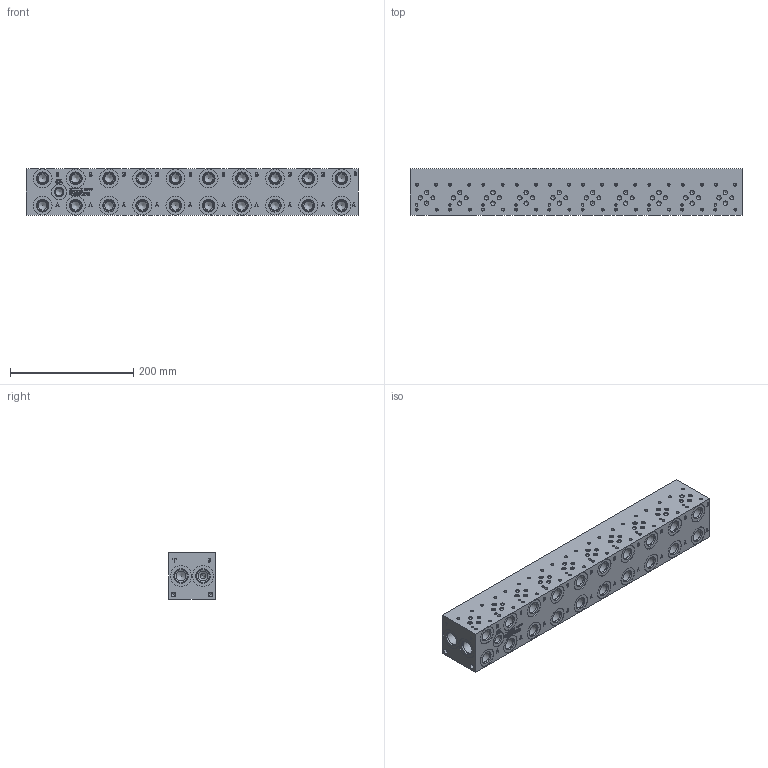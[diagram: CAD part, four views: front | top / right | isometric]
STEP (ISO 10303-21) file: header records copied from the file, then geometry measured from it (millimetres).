
FILE_DESCRIPTION(/* description */ (''),/* implementation_level */ '2;1');
FILE_NAME(/* name */ '_D03P102S.stp',/* time_stamp */ '2020-04-16T10:07:37-04:00',/* author */ ('alexanderw'),/* organization */ (''),/* preprocessor_version */ 'ST-DEVELOPER v17',/* originating_system */ 'Autodesk Inventor 2019',/* authorisation */ '');
FILE_SCHEMA (('AUTOMOTIVE_DESIGN { 1 0 10303 214 3 1 1 }'));
Length unit declared in the file: millimetre
Products named in the file (1): Part_DD03P102S_3D
Bounding box: 539.75 x 76.2 x 76.2 mm (x, y, z)
Volume: 2937749.1 mm3; surface area: 227789.5 mm2
Topology: 1 solids, 1 shells, 1355 faces, 3705 edges, 2530 vertices
Faces by surface type: plane 627, cylinder 266, bspline 265, cone 197
Full cylindrical faces by diameter (mm): 3.785 x40, 3.962 x10, 4.826 x40, 6.35 x10, 6.528 x4, 7.137 x30, 7.925 x4, 12.294 x1, 12.9 x1, 14.275 x1, 14.3 x20, 14.529 x1, 15.875 x3, 15.883 x1, 17.501 x20, 19.05 x20, 19.253 x20, 20.447 x4, 22.225 x3, 22.23 x1, 22.555 x4, 23.901 x3, 25.019 x1, 30.632 x20, 34.138 x4
Entity records: 44973 total; most frequent: CARTESIAN_POINT 10917, ORIENTED_EDGE 7172, DIRECTION 6225, EDGE_CURVE 3586, VERTEX_POINT 2530, AXIS2_PLACEMENT_3D 2078, LINE 2069, VECTOR 2069
